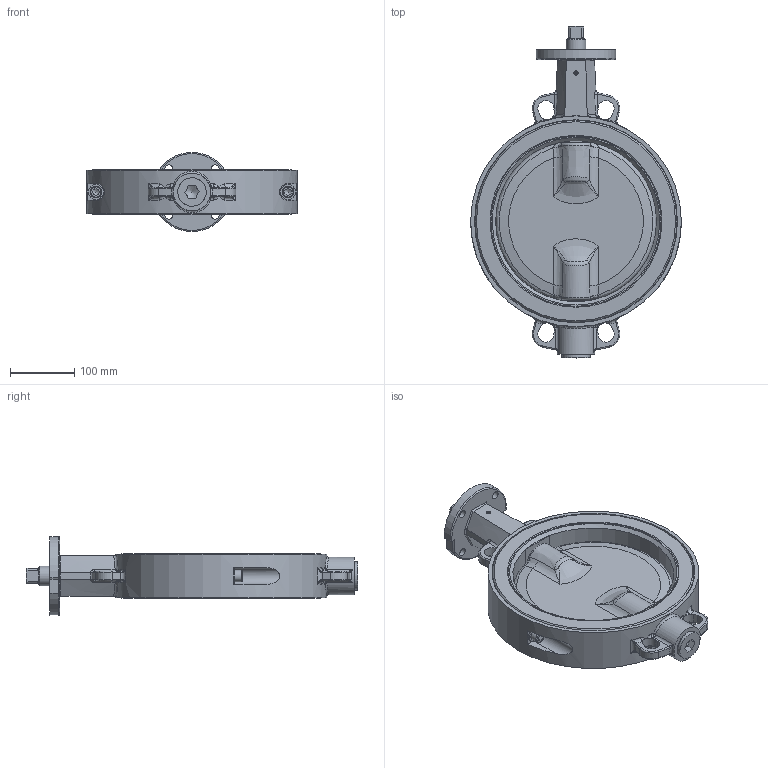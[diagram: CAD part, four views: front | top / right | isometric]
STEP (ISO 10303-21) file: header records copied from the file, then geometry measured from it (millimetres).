
FILE_DESCRIPTION((''),'2;1');
FILE_NAME('Z011-K1-GMX-DN250.stp','2009-01-14T11:25:57',('hellwig'),(''),'Autodesk Inventor 2008','Autodesk Inventor 2008','');
FILE_SCHEMA(('AUTOMOTIVE_DESIGN { 1 0 10303 214 1 1 1 1 }'));
Length unit declared in the file: millimetre
Products named in the file (1): Bauteil1
Bounding box: 327 x 515 x 122.55 mm (x, y, z)
Volume: 3916349.9 mm3; surface area: 572149.2 mm2
Topology: 21 solids, 21 shells, 578 faces, 1433 edges, 859 vertices
Faces by surface type: bspline 218, plane 144, cylinder 117, cone 55, torus 42, sphere 2
Full cylindrical faces by diameter (mm): 4 x1, 5.917 x2, 6 x1, 12 x2, 13 x2, 18 x2, 24 x2, 24.3 x1, 25.5 x6, 26 x1, 28.6 x1, 30 x14, 30.3 x1, 35 x5, 38.3 x1, 43.9 x1, 44 x2, 58 x1, 264 x2, 264.5 x1, 304 x1, 313 x1, 315 x1, 327 x1
Entity records: 29434 total; most frequent: CARTESIAN_POINT 17358, ORIENTED_EDGE 2354, DIRECTION 2034, EDGE_CURVE 1177, AXIS2_PLACEMENT_3D 885, VERTEX_POINT 786, EDGE_LOOP 779, STYLED_ITEM 599
